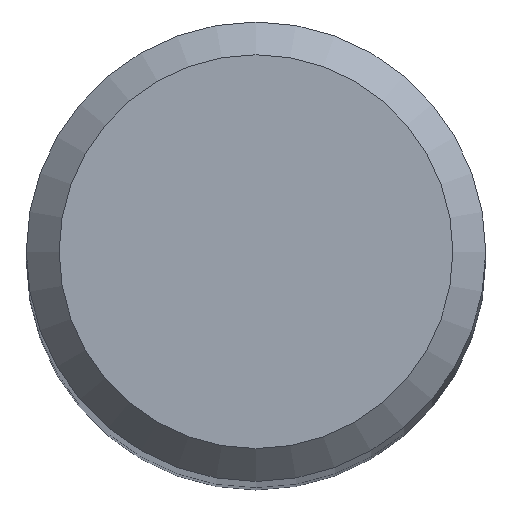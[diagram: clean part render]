
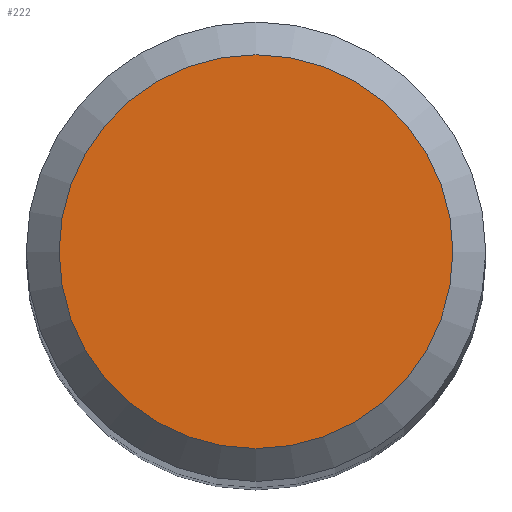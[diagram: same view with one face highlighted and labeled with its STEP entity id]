
A CAD part, top view. The second image highlights one B-rep face of the part: STEP entity #222.
In plain terms, the highlighted planar face has unit normal (0, 0, 1).
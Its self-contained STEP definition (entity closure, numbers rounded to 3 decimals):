
#15 = DIRECTION ( 'NONE',  ( 0., 0., -1. ) ) ;
#18 = CARTESIAN_POINT ( 'NONE',  ( 0., 3., 75. ) ) ;
#53 = DIRECTION ( 'NONE',  ( 0., 1., 0. ) ) ;
#54 = AXIS2_PLACEMENT_3D ( 'NONE', #126, #155, #93 ) ;
#63 = EDGE_LOOP ( 'NONE', ( #162 ) ) ;
#72 = FACE_OUTER_BOUND ( 'NONE', #63, .T. ) ;
#79 = EDGE_CURVE ( 'NONE', #137, #137, #205, .T. ) ;
#84 = AXIS2_PLACEMENT_3D ( 'NONE', #171, #15, #53 ) ;
#93 = DIRECTION ( 'NONE',  ( 0., 1., 0. ) ) ;
#126 = CARTESIAN_POINT ( 'NONE',  ( 0., 0., 75. ) ) ;
#137 = VERTEX_POINT ( 'NONE', #18 ) ;
#155 = DIRECTION ( 'NONE',  ( 0., 0., -1. ) ) ;
#162 = ORIENTED_EDGE ( 'NONE', *, *, #79, .F. ) ;
#171 = CARTESIAN_POINT ( 'NONE',  ( 0., 0., 75. ) ) ;
#205 = CIRCLE ( 'NONE', #54, 3. ) ;
#216 = PLANE ( 'NONE',  #84 ) ;
#222 = ADVANCED_FACE ( 'NONE', ( #72 ), #216, .F. ) ;
